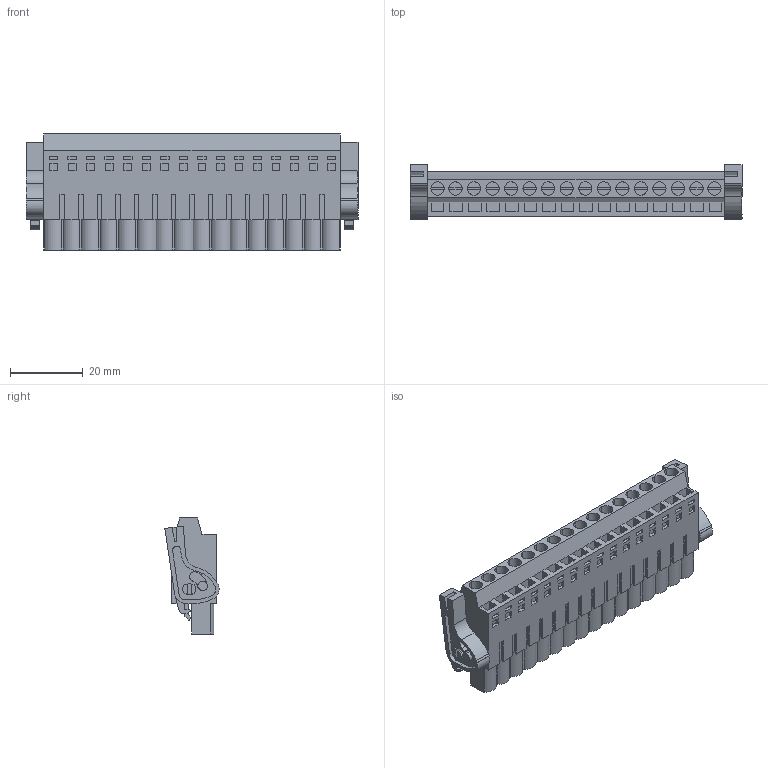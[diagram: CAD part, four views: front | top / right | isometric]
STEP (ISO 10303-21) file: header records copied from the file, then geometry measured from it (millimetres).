
FILE_DESCRIPTION(('CATIA V5 STEP Exchange','CAx-IF Rec.Pracs.--- Model Styling and Organization---1.2---2011-12-15'),'2;1');
FILE_NAME ('D1458707_0_1890360000_1890360000.stp','2017-10-31T20:47:53+00:00',('none'),('Weidmueller'),'CATIA Version 5-6 Release 2014','CATIA V5 STEP AP214','none');
FILE_SCHEMA(('AUTOMOTIVE_DESIGN { 1 0 10303 214 1 1 1 1 }'));
Length unit declared in the file: millimetre
Products named in the file (1): 1890360000
Bounding box: 90.98 x 14.91 x 31.8 mm (x, y, z)
Volume: 22968 mm3; surface area: 13824.3 mm2
Topology: 19 solids, 19 shells, 1195 faces, 3328 edges, 2263 vertices
Faces by surface type: plane 975, cylinder 220
Entity records: 37190 total; most frequent: CARTESIAN_POINT 7073, ORIENTED_EDGE 6656, DIRECTION 4796, EDGE_CURVE 3328, VECTOR 2804, LINE 2804, VERTEX_POINT 2263, EDGE_LOOP 1295
